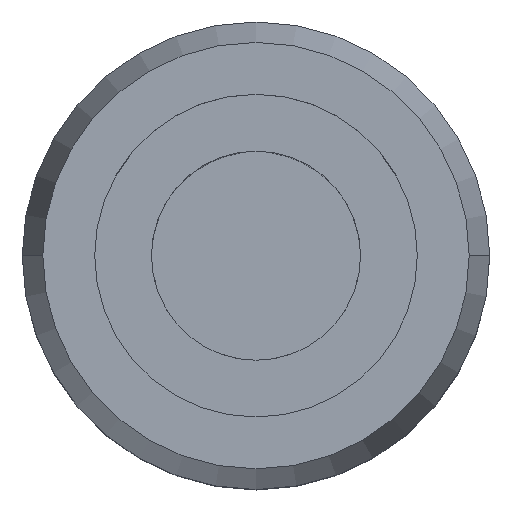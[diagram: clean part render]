
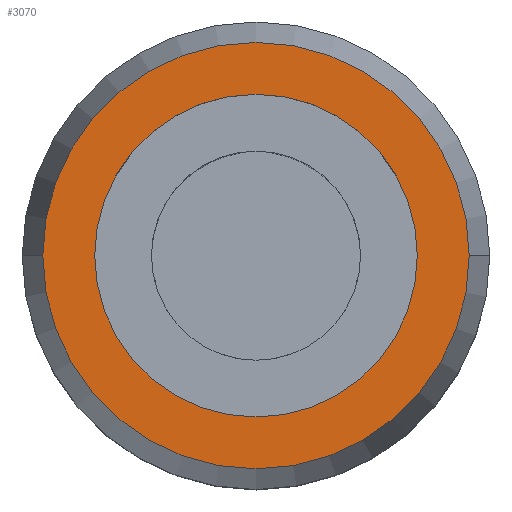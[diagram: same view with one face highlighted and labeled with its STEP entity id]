
A CAD part, top view. The second image highlights one B-rep face of the part: STEP entity #3070.
In plain terms, the highlighted planar face has unit normal (0, 0, 1).
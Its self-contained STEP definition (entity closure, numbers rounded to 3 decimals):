
#136 = DIRECTION ( 'NONE',  ( -1., 0., 0. ) ) ;
#228 = VERTEX_POINT ( 'NONE', #1871 ) ;
#249 = ORIENTED_EDGE ( 'NONE', *, *, #2550, .T. ) ;
#344 = CARTESIAN_POINT ( 'NONE',  ( 0., 0., 120. ) ) ;
#457 = EDGE_CURVE ( 'NONE', #3842, #1260, #4088, .T. ) ;
#533 = VERTEX_POINT ( 'NONE', #3502 ) ;
#686 = CARTESIAN_POINT ( 'NONE',  ( 32.375, 0., 120. ) ) ;
#701 = DIRECTION ( 'NONE',  ( -1., 0., 0. ) ) ;
#789 = EDGE_LOOP ( 'NONE', ( #249, #1101 ) ) ;
#883 = CARTESIAN_POINT ( 'NONE',  ( 0., 0., 120. ) ) ;
#893 = CIRCLE ( 'NONE', #2897, 24.5 ) ;
#1101 = ORIENTED_EDGE ( 'NONE', *, *, #1904, .T. ) ;
#1259 = DIRECTION ( 'NONE',  ( -1., 0., 0. ) ) ;
#1260 = VERTEX_POINT ( 'NONE', #1279 ) ;
#1279 = CARTESIAN_POINT ( 'NONE',  ( -32.375, 0., 120. ) ) ;
#1353 = CARTESIAN_POINT ( 'NONE',  ( 0., 0., 120. ) ) ;
#1708 = DIRECTION ( 'NONE',  ( -1., 0., 0. ) ) ;
#1867 = PLANE ( 'NONE',  #2703 ) ;
#1871 = CARTESIAN_POINT ( 'NONE',  ( -24.5, 0., 120. ) ) ;
#1881 = DIRECTION ( 'NONE',  ( 0., 0., 1. ) ) ;
#1904 = EDGE_CURVE ( 'NONE', #533, #228, #893, .T. ) ;
#2240 = FACE_OUTER_BOUND ( 'NONE', #4302, .T. ) ;
#2318 = DIRECTION ( 'NONE',  ( 0., 0., -1. ) ) ;
#2550 = EDGE_CURVE ( 'NONE', #228, #533, #4467, .T. ) ;
#2703 = AXIS2_PLACEMENT_3D ( 'NONE', #3356, #1881, #4480 ) ;
#2884 = DIRECTION ( 'NONE',  ( 0., 0., -1. ) ) ;
#2897 = AXIS2_PLACEMENT_3D ( 'NONE', #1353, #3943, #1708 ) ;
#2919 = ORIENTED_EDGE ( 'NONE', *, *, #457, .F. ) ;
#3070 = ADVANCED_FACE ( 'NONE', ( #3229, #2240 ), #1867, .T. ) ;
#3078 = AXIS2_PLACEMENT_3D ( 'NONE', #883, #3467, #1259 ) ;
#3229 = FACE_BOUND ( 'NONE', #789, .T. ) ;
#3304 = CIRCLE ( 'NONE', #3564, 32.375 ) ;
#3356 = CARTESIAN_POINT ( 'NONE',  ( 0., 32.375, 120. ) ) ;
#3467 = DIRECTION ( 'NONE',  ( 0., 0., -1. ) ) ;
#3502 = CARTESIAN_POINT ( 'NONE',  ( 24.5, 0., 120. ) ) ;
#3564 = AXIS2_PLACEMENT_3D ( 'NONE', #344, #2884, #701 ) ;
#3606 = ORIENTED_EDGE ( 'NONE', *, *, #3843, .F. ) ;
#3842 = VERTEX_POINT ( 'NONE', #686 ) ;
#3843 = EDGE_CURVE ( 'NONE', #1260, #3842, #3304, .T. ) ;
#3943 = DIRECTION ( 'NONE',  ( 0., 0., -1. ) ) ;
#4088 = CIRCLE ( 'NONE', #3078, 32.375 ) ;
#4302 = EDGE_LOOP ( 'NONE', ( #3606, #2919 ) ) ;
#4467 = CIRCLE ( 'NONE', #4675, 24.5 ) ;
#4480 = DIRECTION ( 'NONE',  ( 1., 0., 0. ) ) ;
#4536 = CARTESIAN_POINT ( 'NONE',  ( 0., 0., 120. ) ) ;
#4675 = AXIS2_PLACEMENT_3D ( 'NONE', #4536, #2318, #136 ) ;
